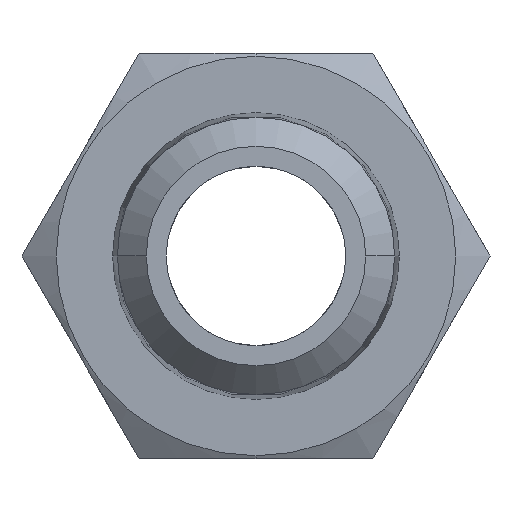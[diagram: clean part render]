
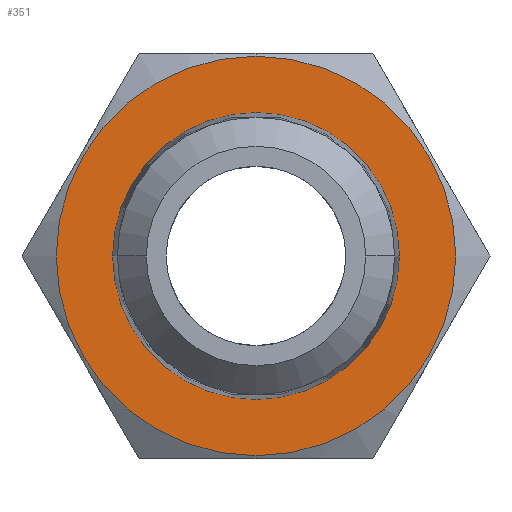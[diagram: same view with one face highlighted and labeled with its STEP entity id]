
A CAD part, front view. The second image highlights one B-rep face of the part: STEP entity #351.
In plain terms, the highlighted planar face has unit normal (0, -1, 0).
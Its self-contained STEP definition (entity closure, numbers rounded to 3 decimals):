
#46 = VERTEX_POINT ( 'NONE', #705 ) ;
#117 = EDGE_CURVE ( 'NONE', #46, #118, #1652, .T. ) ;
#118 = VERTEX_POINT ( 'NONE', #1647 ) ;
#190 = EDGE_CURVE ( 'NONE', #236, #233, #799, .T. ) ;
#233 = VERTEX_POINT ( 'NONE', #873 ) ;
#236 = VERTEX_POINT ( 'NONE', #950 ) ;
#314 = ORIENTED_EDGE ( 'NONE', *, *, #117, .F. ) ;
#316 = ORIENTED_EDGE ( 'NONE', *, *, #494, .F. ) ;
#347 = ORIENTED_EDGE ( 'NONE', *, *, #190, .T. ) ;
#351 = ADVANCED_FACE ( 'NONE', ( #1154, #1140 ), #1097, .T. ) ;
#368 = ORIENTED_EDGE ( 'NONE', *, *, #497, .T. ) ;
#369 = EDGE_LOOP ( 'NONE', ( #316, #314 ) ) ;
#493 = EDGE_LOOP ( 'NONE', ( #368, #347 ) ) ;
#494 = EDGE_CURVE ( 'NONE', #118, #46, #1277, .T. ) ;
#497 = EDGE_CURVE ( 'NONE', #233, #236, #1272, .T. ) ;
#705 = CARTESIAN_POINT ( 'NONE',  ( 4.954, 7.5, 0. ) ) ;
#736 = CARTESIAN_POINT ( 'NONE',  ( 0., 7.5, 0. ) ) ;
#770 = DIRECTION ( 'NONE',  ( 0., -1., 0. ) ) ;
#798 = AXIS2_PLACEMENT_3D ( 'NONE', #736, #770, #824 ) ;
#799 = CIRCLE ( 'NONE', #798, 6.9 ) ;
#824 = DIRECTION ( 'NONE',  ( 0., 0., -1. ) ) ;
#873 = CARTESIAN_POINT ( 'NONE',  ( 0., 7.5, 6.9 ) ) ;
#950 = CARTESIAN_POINT ( 'NONE',  ( 0., 7.5, -6.9 ) ) ;
#1092 = DIRECTION ( 'NONE',  ( 0., 0., -1. ) ) ;
#1093 = DIRECTION ( 'NONE',  ( 0., -1., 0. ) ) ;
#1094 = CARTESIAN_POINT ( 'NONE',  ( 6.9, 7.5, 0. ) ) ;
#1096 = AXIS2_PLACEMENT_3D ( 'NONE', #1094, #1093, #1092 ) ;
#1097 = PLANE ( 'NONE',  #1096 ) ;
#1140 = FACE_BOUND ( 'NONE', #369, .T. ) ;
#1154 = FACE_OUTER_BOUND ( 'NONE', #493, .T. ) ;
#1190 = DIRECTION ( 'NONE',  ( 0., 0., -1. ) ) ;
#1269 = DIRECTION ( 'NONE',  ( 0., -1., 0. ) ) ;
#1270 = CARTESIAN_POINT ( 'NONE',  ( 0., 7.5, 0. ) ) ;
#1271 = AXIS2_PLACEMENT_3D ( 'NONE', #1270, #1269, #1190 ) ;
#1272 = CIRCLE ( 'NONE', #1271, 6.9 ) ;
#1273 = DIRECTION ( 'NONE',  ( 1., 0., 0. ) ) ;
#1274 = DIRECTION ( 'NONE',  ( 0., -1., 0. ) ) ;
#1275 = CARTESIAN_POINT ( 'NONE',  ( 0., 7.5, 0. ) ) ;
#1276 = AXIS2_PLACEMENT_3D ( 'NONE', #1275, #1274, #1273 ) ;
#1277 = CIRCLE ( 'NONE', #1276, 4.954 ) ;
#1647 = CARTESIAN_POINT ( 'NONE',  ( -4.954, 7.5, 0. ) ) ;
#1648 = DIRECTION ( 'NONE',  ( 1., 0., 0. ) ) ;
#1649 = DIRECTION ( 'NONE',  ( 0., -1., 0. ) ) ;
#1650 = CARTESIAN_POINT ( 'NONE',  ( 0., 7.5, 0. ) ) ;
#1651 = AXIS2_PLACEMENT_3D ( 'NONE', #1650, #1649, #1648 ) ;
#1652 = CIRCLE ( 'NONE', #1651, 4.954 ) ;
